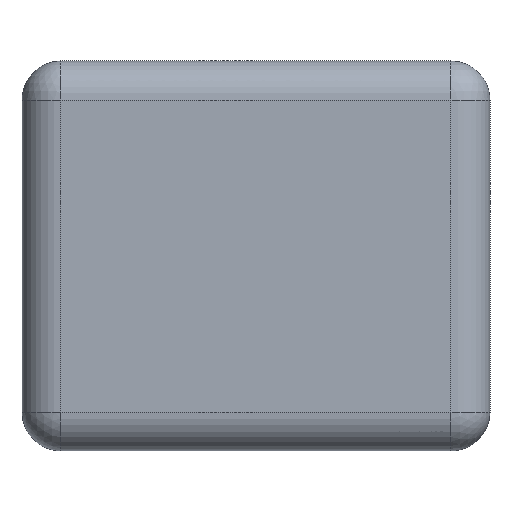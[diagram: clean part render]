
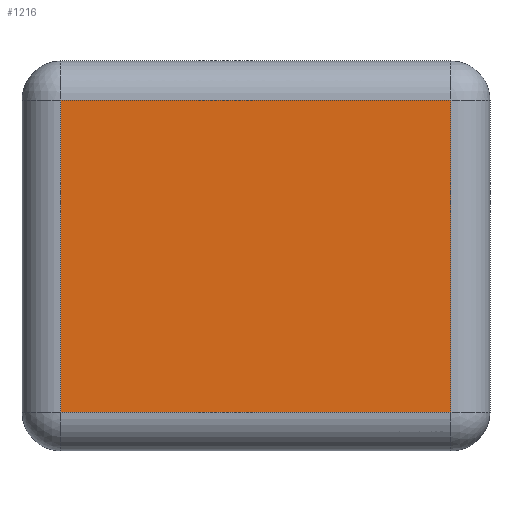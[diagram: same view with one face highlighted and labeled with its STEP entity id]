
A CAD part, front view. The second image highlights one B-rep face of the part: STEP entity #1216.
In plain terms, the highlighted planar face has unit normal (0, -1, 0).
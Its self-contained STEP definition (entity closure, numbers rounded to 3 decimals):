
#99 = VECTOR ( 'NONE', #836, 1000. ) ;
#126 = VERTEX_POINT ( 'NONE', #3134 ) ;
#184 = EDGE_CURVE ( 'NONE', #1072, #260, #2686, .T. ) ;
#260 = VERTEX_POINT ( 'NONE', #1500 ) ;
#507 = ORIENTED_EDGE ( 'NONE', *, *, #184, .T. ) ;
#590 = FACE_OUTER_BOUND ( 'NONE', #1564, .T. ) ;
#615 = DIRECTION ( 'NONE',  ( 0., -1., 0. ) ) ;
#767 = EDGE_CURVE ( 'NONE', #126, #1706, #2219, .T. ) ;
#836 = DIRECTION ( 'NONE',  ( 0., 0., 1. ) ) ;
#880 = PLANE ( 'NONE',  #3155 ) ;
#930 = CARTESIAN_POINT ( 'NONE',  ( -15., 0., -15. ) ) ;
#968 = CARTESIAN_POINT ( 'NONE',  ( 15., 0., -12. ) ) ;
#1072 = VERTEX_POINT ( 'NONE', #2782 ) ;
#1131 = CARTESIAN_POINT ( 'NONE',  ( 0., 0., 0. ) ) ;
#1216 = ADVANCED_FACE ( 'NONE', ( #590 ), #880, .T. ) ;
#1231 = EDGE_CURVE ( 'NONE', #1706, #1072, #1360, .T. ) ;
#1360 = LINE ( 'NONE', #2136, #99 ) ;
#1473 = CARTESIAN_POINT ( 'NONE',  ( 18., 0., -12. ) ) ;
#1500 = CARTESIAN_POINT ( 'NONE',  ( -15., 0., 12. ) ) ;
#1564 = EDGE_LOOP ( 'NONE', ( #1735, #507, #2689, #1592 ) ) ;
#1592 = ORIENTED_EDGE ( 'NONE', *, *, #767, .T. ) ;
#1691 = DIRECTION ( 'NONE',  ( 0., 0., -1. ) ) ;
#1706 = VERTEX_POINT ( 'NONE', #968 ) ;
#1716 = EDGE_CURVE ( 'NONE', #260, #126, #3193, .T. ) ;
#1735 = ORIENTED_EDGE ( 'NONE', *, *, #1231, .T. ) ;
#2059 = VECTOR ( 'NONE', #3218, 1000. ) ;
#2136 = CARTESIAN_POINT ( 'NONE',  ( 15., 0., 15. ) ) ;
#2219 = LINE ( 'NONE', #1473, #2525 ) ;
#2322 = VECTOR ( 'NONE', #1691, 1000. ) ;
#2487 = CARTESIAN_POINT ( 'NONE',  ( -18., 0., 12. ) ) ;
#2525 = VECTOR ( 'NONE', #3012, 1000. ) ;
#2632 = DIRECTION ( 'NONE',  ( 0., 0., -1. ) ) ;
#2686 = LINE ( 'NONE', #2487, #2059 ) ;
#2689 = ORIENTED_EDGE ( 'NONE', *, *, #1716, .T. ) ;
#2782 = CARTESIAN_POINT ( 'NONE',  ( 15., 0., 12. ) ) ;
#3012 = DIRECTION ( 'NONE',  ( 1., 0., 0. ) ) ;
#3134 = CARTESIAN_POINT ( 'NONE',  ( -15., 0., -12. ) ) ;
#3155 = AXIS2_PLACEMENT_3D ( 'NONE', #1131, #615, #2632 ) ;
#3193 = LINE ( 'NONE', #930, #2322 ) ;
#3218 = DIRECTION ( 'NONE',  ( -1., 0., 0. ) ) ;
